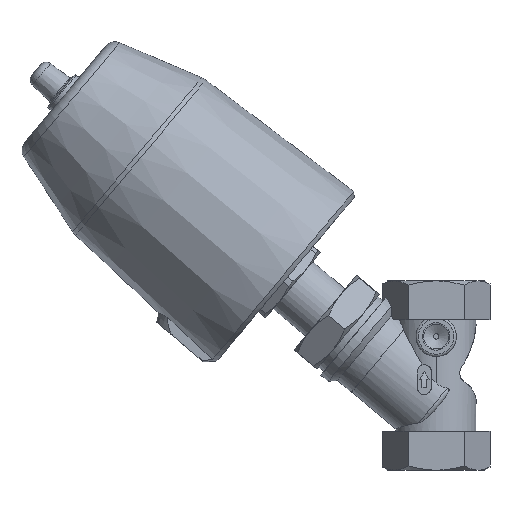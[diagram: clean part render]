
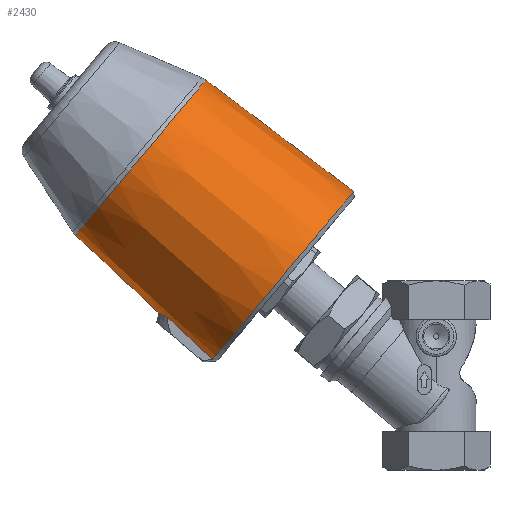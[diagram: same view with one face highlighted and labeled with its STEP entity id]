
A CAD part, left-side view. The second image highlights one B-rep face of the part: STEP entity #2430.
In plain terms, the highlighted conical face has half-angle 3 degrees and reference radius 42.811 mm.
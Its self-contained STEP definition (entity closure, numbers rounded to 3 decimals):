
#54=CONICAL_SURFACE('',#2693,42.811,0.052);
#468=B_SPLINE_CURVE_WITH_KNOTS('',3,(#4107,#4108,#4109,#4110,#4111,#4112,
#4113,#4114,#4115),.UNSPECIFIED.,.F.,.F.,(4,1,1,1,1,1,4),(0.,
0.003,0.006,0.011,0.017,
0.02,0.023),.UNSPECIFIED.);
#470=B_SPLINE_CURVE_WITH_KNOTS('',3,(#4127,#4128,#4129,#4130),
 .UNSPECIFIED.,.F.,.F.,(4,4),(0.001,0.028),
 .UNSPECIFIED.);
#471=B_SPLINE_CURVE_WITH_KNOTS('',3,(#4143,#4144,#4145,#4146),
 .UNSPECIFIED.,.F.,.F.,(4,4),(0.002,0.028),
 .UNSPECIFIED.);
#475=B_SPLINE_CURVE_WITH_KNOTS('',3,(#4198,#4199,#4200,#4201,#4202,#4203,
#4204,#4205,#4206,#4207,#4208,#4209,#4210,#4211,#4212,#4213,#4214,#4215,
#4216,#4217,#4218,#4219,#4220,#4221,#4222,#4223,#4224,#4225,#4226,#4227,
#4228,#4229,#4230,#4231,#4232,#4233,#4234,#4235,#4236,#4237,#4238,#4239,
#4240,#4241,#4242,#4243,#4244,#4245,#4246,#4247,#4248,#4249),
 .UNSPECIFIED.,.F.,.F.,(4,1,1,1,1,1,1,1,1,1,1,1,1,1,1,1,1,1,1,1,1,1,1,1,
1,1,1,1,1,1,1,1,1,1,1,1,1,1,1,1,1,1,1,1,1,1,1,1,1,4),(0.157,
0.166,0.17,0.174,0.183,
0.191,0.2,0.209,0.217,
0.221,0.226,0.23,0.234,
0.239,0.243,0.247,0.251,
0.256,0.26,0.264,0.269,
0.277,0.286,0.294,0.298,
0.303,0.307,0.311,0.32,
0.328,0.337,0.341,0.346,
0.35,0.354,0.358,0.363,0.367,
0.371,0.376,0.38,0.384,
0.388,0.393,0.397,0.401,
0.406,0.414,0.423,0.431),
 .UNSPECIFIED.);
#760=ORIENTED_EDGE('',*,*,#1370,.T.);
#761=ORIENTED_EDGE('',*,*,#1374,.T.);
#762=ORIENTED_EDGE('',*,*,#1402,.T.);
#763=ORIENTED_EDGE('',*,*,#1381,.F.);
#764=ORIENTED_EDGE('',*,*,#1414,.T.);
#1370=EDGE_CURVE('',#1698,#1700,#468,.T.);
#1374=EDGE_CURVE('',#1700,#1704,#470,.T.);
#1381=EDGE_CURVE('',#1698,#1710,#471,.T.);
#1402=EDGE_CURVE('',#1704,#1710,#475,.T.);
#1414=EDGE_CURVE('',#1731,#1731,#1902,.T.);
#1698=VERTEX_POINT('',#4098);
#1700=VERTEX_POINT('',#4106);
#1704=VERTEX_POINT('',#4126);
#1710=VERTEX_POINT('',#4147);
#1731=VERTEX_POINT('',#4287);
#1902=CIRCLE('',#2692,42.811);
#2009=EDGE_LOOP('',(#760,#761,#762,#763));
#2010=EDGE_LOOP('',(#764));
#2215=FACE_BOUND('',#2009,.T.);
#2216=FACE_BOUND('',#2010,.T.);
#2430=ADVANCED_FACE('',(#2215,#2216),#54,.T.);
#2692=AXIS2_PLACEMENT_3D('',#4286,#3156,#3157);
#2693=AXIS2_PLACEMENT_3D('',#4288,#3158,#3159);
#3156=DIRECTION('',(0.643,-0.766,0.));
#3157=DIRECTION('',(0.766,0.643,0.));
#3158=DIRECTION('',(0.643,-0.766,0.));
#3159=DIRECTION('',(0.766,0.643,0.));
#4098=CARTESIAN_POINT('',(-64.625,113.58,10.));
#4106=CARTESIAN_POINT('',(-64.625,113.58,-10.));
#4107=CARTESIAN_POINT('',(-64.625,113.58,10.));
#4108=CARTESIAN_POINT('',(-65.003,114.19,9.376));
#4109=CARTESIAN_POINT('',(-65.638,115.286,7.991));
#4110=CARTESIAN_POINT('',(-66.529,116.979,4.692));
#4111=CARTESIAN_POINT('',(-66.944,117.876,-0.006));
#4112=CARTESIAN_POINT('',(-66.526,116.973,-4.709));
#4113=CARTESIAN_POINT('',(-65.635,115.28,-7.997));
#4114=CARTESIAN_POINT('',(-65.003,114.19,-9.375));
#4115=CARTESIAN_POINT('',(-64.625,113.58,-10.));
#4126=CARTESIAN_POINT('',(-46.755,94.466,-10.));
#4127=CARTESIAN_POINT('',(-64.625,113.58,-10.));
#4128=CARTESIAN_POINT('',(-58.668,107.208,-10.));
#4129=CARTESIAN_POINT('',(-52.711,100.837,-10.));
#4130=CARTESIAN_POINT('',(-46.755,94.466,-10.));
#4143=CARTESIAN_POINT('',(-64.625,113.58,10.));
#4144=CARTESIAN_POINT('',(-58.668,107.208,10.));
#4145=CARTESIAN_POINT('',(-52.711,100.837,10.));
#4146=CARTESIAN_POINT('',(-46.755,94.466,10.));
#4147=CARTESIAN_POINT('',(-46.755,94.466,10.));
#4198=CARTESIAN_POINT('',(-46.755,94.466,-10.));
#4199=CARTESIAN_POINT('',(-47.225,94.071,-12.81));
#4200=CARTESIAN_POINT('',(-48.215,93.241,-16.886));
#4201=CARTESIAN_POINT('',(-50.087,91.67,-22.045));
#4202=CARTESIAN_POINT('',(-52.347,89.773,-27.022));
#4203=CARTESIAN_POINT('',(-55.731,86.934,-32.577));
#4204=CARTESIAN_POINT('',(-60.758,82.716,-38.287));
#4205=CARTESIAN_POINT('',(-66.385,77.994,-42.622));
#4206=CARTESIAN_POINT('',(-72.643,72.743,-45.607));
#4207=CARTESIAN_POINT('',(-78.005,68.244,-46.789));
#4208=CARTESIAN_POINT('',(-82.436,64.526,-46.966));
#4209=CARTESIAN_POINT('',(-85.708,61.78,-46.7));
#4210=CARTESIAN_POINT('',(-88.94,59.069,-46.052));
#4211=CARTESIAN_POINT('',(-92.135,56.388,-45.016));
#4212=CARTESIAN_POINT('',(-95.267,53.759,-43.589));
#4213=CARTESIAN_POINT('',(-98.243,51.262,-41.818));
#4214=CARTESIAN_POINT('',(-101.085,48.878,-39.705));
#4215=CARTESIAN_POINT('',(-103.801,46.598,-37.229));
#4216=CARTESIAN_POINT('',(-106.319,44.485,-34.45));
#4217=CARTESIAN_POINT('',(-108.613,42.56,-31.409));
#4218=CARTESIAN_POINT('',(-110.692,40.816,-28.104));
#4219=CARTESIAN_POINT('',(-113.176,38.732,-23.312));
#4220=CARTESIAN_POINT('',(-115.582,36.713,-16.937));
#4221=CARTESIAN_POINT('',(-117.392,35.194,-8.589));
#4222=CARTESIAN_POINT('',(-117.894,34.773,-1.427));
#4223=CARTESIAN_POINT('',(-117.689,34.945,4.327));
#4224=CARTESIAN_POINT('',(-117.239,35.323,8.564));
#4225=CARTESIAN_POINT('',(-116.492,35.95,12.754));
#4226=CARTESIAN_POINT('',(-115.094,37.123,18.232));
#4227=CARTESIAN_POINT('',(-112.691,39.139,24.598));
#4228=CARTESIAN_POINT('',(-108.704,42.485,31.574));
#4229=CARTESIAN_POINT('',(-104.715,45.832,36.393));
#4230=CARTESIAN_POINT('',(-101.083,48.879,39.707));
#4231=CARTESIAN_POINT('',(-98.23,51.273,41.827));
#4232=CARTESIAN_POINT('',(-95.254,53.77,43.595));
#4233=CARTESIAN_POINT('',(-92.152,56.373,45.01));
#4234=CARTESIAN_POINT('',(-88.929,59.078,46.056));
#4235=CARTESIAN_POINT('',(-85.693,61.792,46.702));
#4236=CARTESIAN_POINT('',(-82.43,64.531,46.965));
#4237=CARTESIAN_POINT('',(-79.126,67.303,46.836));
#4238=CARTESIAN_POINT('',(-75.845,70.056,46.31));
#4239=CARTESIAN_POINT('',(-72.65,72.737,45.404));
#4240=CARTESIAN_POINT('',(-69.527,75.358,44.126));
#4241=CARTESIAN_POINT('',(-66.462,77.929,42.453));
#4242=CARTESIAN_POINT('',(-63.56,80.365,40.441));
#4243=CARTESIAN_POINT('',(-60.824,82.661,38.105));
#4244=CARTESIAN_POINT('',(-58.249,84.821,35.445));
#4245=CARTESIAN_POINT('',(-55.045,87.509,31.451));
#4246=CARTESIAN_POINT('',(-51.662,90.348,25.897));
#4247=CARTESIAN_POINT('',(-48.53,92.976,18.217));
#4248=CARTESIAN_POINT('',(-47.222,94.074,12.794));
#4249=CARTESIAN_POINT('',(-46.755,94.466,10.));
#4286=CARTESIAN_POINT('',(-132.077,124.854,0.));
#4287=CARTESIAN_POINT('',(-99.282,152.373,0.));
#4288=CARTESIAN_POINT('',(-132.077,124.854,0.));
